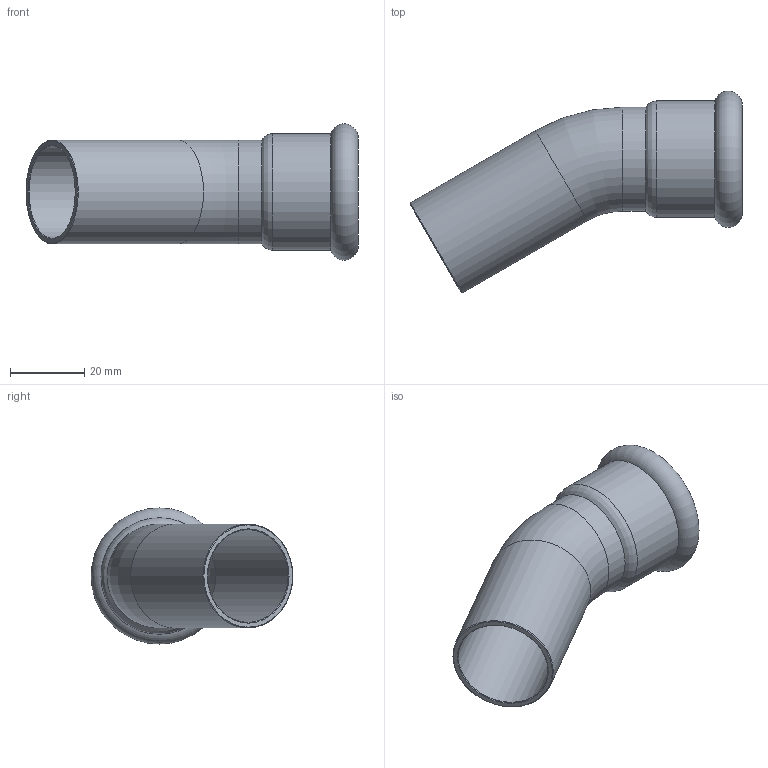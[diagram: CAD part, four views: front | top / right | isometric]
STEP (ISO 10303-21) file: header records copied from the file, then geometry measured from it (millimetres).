
FILE_DESCRIPTION(/* description */ ('Curva 30° MF De28'),/* implementation_level */ '2;1');
FILE_NAME(/* name */ '181028301_Inoxpres.stp',/* time_stamp */ '2022-10-10T16:29:35+02:00',/* author */ ('Vault'),/* organization */ ('Raccorderie metalliche s.p.a. '),/* preprocessor_version */ 'ST-DEVELOPER v18.1',/* originating_system */ 'Autodesk Inventor 2020',/* authorisation */ 'Raccorderie metalliche s.p.a. ');
FILE_SCHEMA (('AUTOMOTIVE_DESIGN { 1 0 10303 214 3 1 1 }'));
Length unit declared in the file: millimetre
Products named in the file (1): 181028301_Inoxpres
Bounding box: 89.47 x 54.37 x 36.68 mm (x, y, z)
Volume: 12931.2 mm3; surface area: 15934.4 mm2
Topology: 1 solids, 1 shells, 19 faces, 63 edges, 45 vertices
Faces by surface type: cylinder 8, torus 7, cone 3, plane 1
Full cylindrical faces by diameter (mm): 25 x2, 28 x2, 28.4 x1, 28.8 x2, 31.4 x1
Entity records: 786 total; most frequent: DIRECTION 155, CARTESIAN_POINT 128, ORIENTED_EDGE 126, AXIS2_PLACEMENT_3D 72, EDGE_CURVE 63, CIRCLE 52, VERTEX_POINT 45, EDGE_LOOP 20
